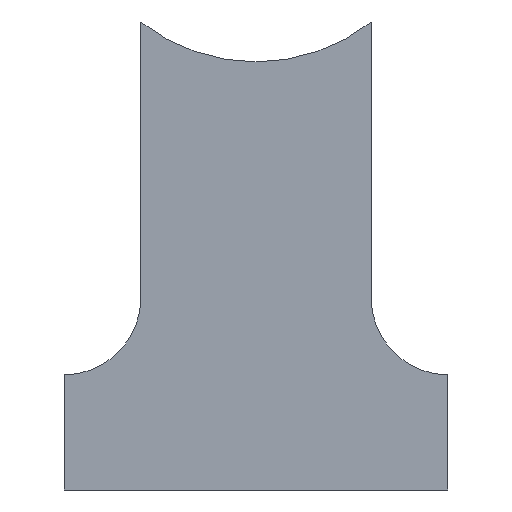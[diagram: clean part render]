
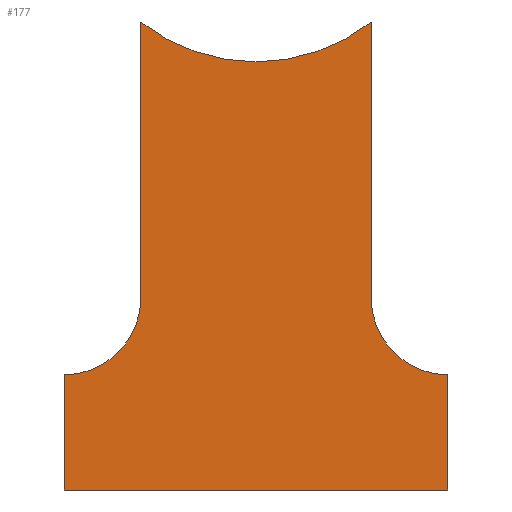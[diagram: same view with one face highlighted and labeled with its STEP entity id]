
A CAD part, left-side view. The second image highlights one B-rep face of the part: STEP entity #177.
In plain terms, the highlighted planar face has unit normal (-1, 0, 0).
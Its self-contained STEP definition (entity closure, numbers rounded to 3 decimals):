
#15=PLANE('',#211);
#24=FACE_OUTER_BOUND('',#34,.T.);
#34=EDGE_LOOP('',(#132,#133,#134,#135,#136,#137,#138,#139));
#46=LINE('',#294,#64);
#47=LINE('',#296,#65);
#48=LINE('',#298,#66);
#49=LINE('',#299,#67);
#50=LINE('',#301,#68);
#64=VECTOR('',#241,10.);
#65=VECTOR('',#242,10.);
#66=VECTOR('',#243,10.);
#67=VECTOR('',#244,10.);
#68=VECTOR('',#245,10.);
#78=CIRCLE('',#206,20.);
#81=CIRCLE('',#210,20.);
#82=CIRCLE('',#212,48.5);
#84=VERTEX_POINT('',#275);
#85=VERTEX_POINT('',#276);
#90=VERTEX_POINT('',#287);
#91=VERTEX_POINT('',#289);
#92=VERTEX_POINT('',#293);
#93=VERTEX_POINT('',#295);
#94=VERTEX_POINT('',#297);
#95=VERTEX_POINT('',#300);
#100=EDGE_CURVE('',#84,#85,#78,.T.);
#106=EDGE_CURVE('',#90,#91,#81,.T.);
#108=EDGE_CURVE('',#92,#91,#46,.T.);
#109=EDGE_CURVE('',#90,#93,#47,.T.);
#110=EDGE_CURVE('',#93,#94,#48,.T.);
#111=EDGE_CURVE('',#94,#85,#49,.T.);
#112=EDGE_CURVE('',#84,#95,#50,.T.);
#113=EDGE_CURVE('',#95,#92,#82,.T.);
#132=ORIENTED_EDGE('',*,*,#108,.T.);
#133=ORIENTED_EDGE('',*,*,#106,.F.);
#134=ORIENTED_EDGE('',*,*,#109,.T.);
#135=ORIENTED_EDGE('',*,*,#110,.T.);
#136=ORIENTED_EDGE('',*,*,#111,.T.);
#137=ORIENTED_EDGE('',*,*,#100,.F.);
#138=ORIENTED_EDGE('',*,*,#112,.T.);
#139=ORIENTED_EDGE('',*,*,#113,.T.);
#177=ADVANCED_FACE('',(#24),#15,.F.);
#206=AXIS2_PLACEMENT_3D('',#277,#225,#226);
#210=AXIS2_PLACEMENT_3D('',#290,#236,#237);
#211=AXIS2_PLACEMENT_3D('',#292,#239,#240);
#212=AXIS2_PLACEMENT_3D('',#302,#246,#247);
#225=DIRECTION('center_axis',(-1.,0.,0.));
#226=DIRECTION('ref_axis',(0.,0.707,-0.707));
#236=DIRECTION('center_axis',(-1.,0.,0.));
#237=DIRECTION('ref_axis',(0.,-0.707,-0.707));
#239=DIRECTION('center_axis',(1.,0.,0.));
#240=DIRECTION('ref_axis',(0.,0.,-1.));
#241=DIRECTION('',(0.,0.,-1.));
#242=DIRECTION('',(0.,0.,-1.));
#243=DIRECTION('',(0.,-1.,0.));
#244=DIRECTION('',(0.,0.,1.));
#245=DIRECTION('',(0.,0.,1.));
#246=DIRECTION('center_axis',(1.,0.,0.));
#247=DIRECTION('ref_axis',(0.,-1.,0.));
#275=CARTESIAN_POINT('',(-30.,-30.,-110.));
#276=CARTESIAN_POINT('',(-30.,-50.,-130.));
#277=CARTESIAN_POINT('Origin',(-30.,-50.,-110.));
#287=CARTESIAN_POINT('',(-30.,50.,-130.));
#289=CARTESIAN_POINT('',(-30.,30.,-110.));
#290=CARTESIAN_POINT('Origin',(-30.,50.,-110.));
#292=CARTESIAN_POINT('Origin',(-30.,0.,-99.054));
#293=CARTESIAN_POINT('',(-30.,30.,-38.108));
#294=CARTESIAN_POINT('',(-30.,30.,-130.));
#295=CARTESIAN_POINT('',(-30.,50.,-160.));
#296=CARTESIAN_POINT('',(-30.,50.,-160.));
#297=CARTESIAN_POINT('',(-30.,-50.,-160.));
#298=CARTESIAN_POINT('',(-30.,-50.,-160.));
#299=CARTESIAN_POINT('',(-30.,-50.,-130.));
#300=CARTESIAN_POINT('',(-30.,-30.,-38.108));
#301=CARTESIAN_POINT('',(-30.,-30.,-38.108));
#302=CARTESIAN_POINT('Origin',(-30.,0.,0.));
